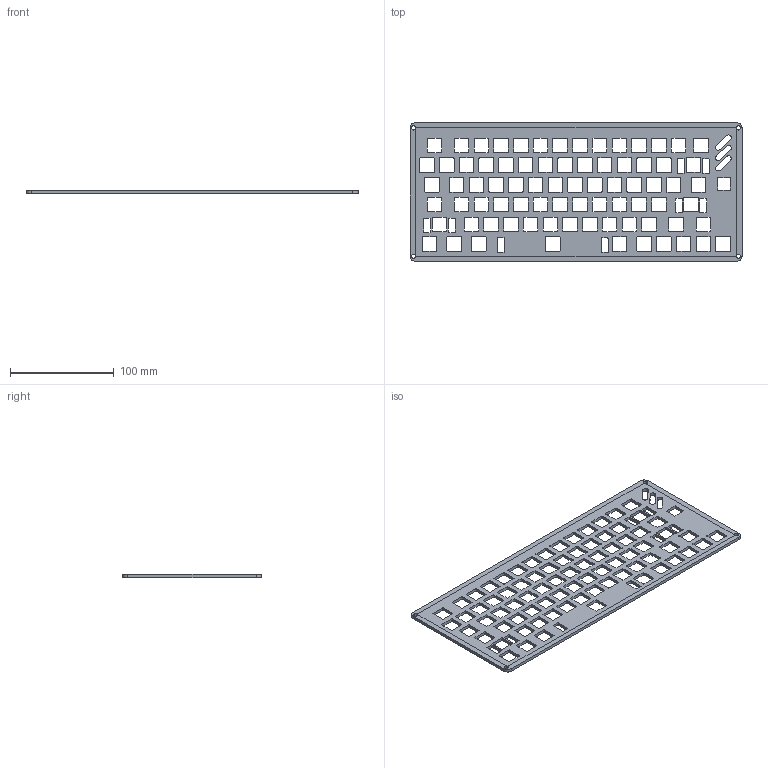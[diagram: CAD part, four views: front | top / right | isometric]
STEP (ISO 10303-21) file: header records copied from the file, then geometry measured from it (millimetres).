
FILE_DESCRIPTION (( 'STEP AP214' ), '1' );
FILE_NAME ('top_v3.STEP', '2025-12-26T05:25:54', ( '' ), ( '' ), 'SwSTEP 2.0', 'SolidWorks 2025', '' );
FILE_SCHEMA (( 'AUTOMOTIVE_DESIGN' ));
Length unit declared in the file: centimetre
Products named in the file (1): top_v3
Bounding box: 320.5 x 133.68 x 3 mm (x, y, z)
Volume: 78965.4 mm3; surface area: 75080.4 mm2
Topology: 2 solids, 2 shells, 1074 faces, 3210 edges, 2140 vertices
Faces by surface type: bspline 678, plane 370, cylinder 26
Entity records: 39870 total; most frequent: CARTESIAN_POINT 15239, ORIENTED_EDGE 6420, EDGE_CURVE 3210, DIRECTION 2700, VERTEX_POINT 2140, LINE 1802, VECTOR 1802, B_SPLINE_CURVE_WITH_KNOTS 1356
